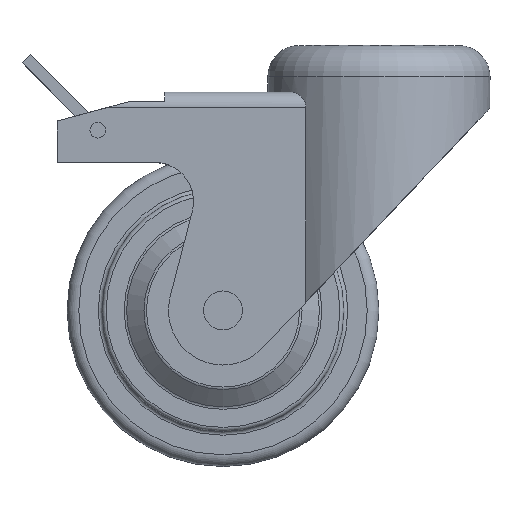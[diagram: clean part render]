
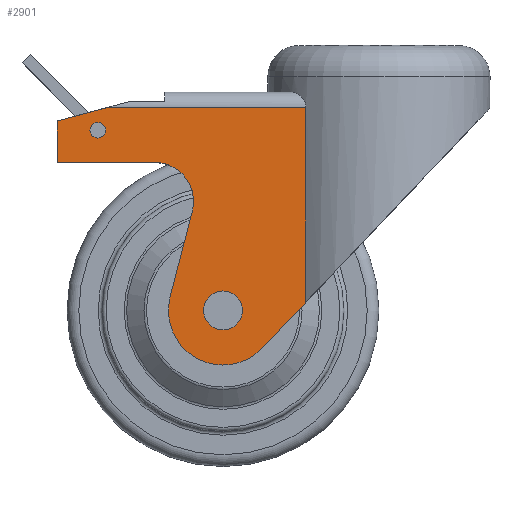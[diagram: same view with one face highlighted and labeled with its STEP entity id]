
A CAD part, top view. The second image highlights one B-rep face of the part: STEP entity #2901.
In plain terms, the highlighted planar face has unit normal (0, 0, 1).
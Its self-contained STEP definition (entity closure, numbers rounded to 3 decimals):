
#1451=CIRCLE('',#2739,10.);
#1452=CIRCLE('',#2741,14.);
#1453=CIRCLE('',#2742,2.);
#1454=CIRCLE('',#2743,5.);
#1562=ORIENTED_EDGE('',*,*,#2045,.F.);
#1563=ORIENTED_EDGE('',*,*,#2048,.F.);
#1564=ORIENTED_EDGE('',*,*,#2050,.F.);
#1565=ORIENTED_EDGE('',*,*,#2051,.F.);
#1566=ORIENTED_EDGE('',*,*,#2053,.F.);
#1567=ORIENTED_EDGE('',*,*,#2054,.F.);
#1568=ORIENTED_EDGE('',*,*,#2055,.F.);
#1569=ORIENTED_EDGE('',*,*,#2056,.T.);
#1570=ORIENTED_EDGE('',*,*,#2057,.T.);
#1571=ORIENTED_EDGE('',*,*,#2058,.F.);
#1572=ORIENTED_EDGE('',*,*,#2059,.F.);
#1797=VECTOR('',#2436,1.);
#1799=VECTOR('',#2442,1.);
#1801=VECTOR('',#2446,1.);
#1803=VECTOR('',#2454,1.);
#1804=VECTOR('',#2457,1.);
#1805=VECTOR('',#2458,1.);
#1806=VECTOR('',#2459,1.);
#1865=LINE('',#3030,#1797);
#1867=LINE('',#3035,#1799);
#1869=LINE('',#3039,#1801);
#1871=LINE('',#3046,#1803);
#1872=LINE('',#3050,#1804);
#1873=LINE('',#3052,#1805);
#1874=LINE('',#3053,#1806);
#1935=VERTEX_POINT('',#3027);
#1936=VERTEX_POINT('',#3029);
#1937=VERTEX_POINT('',#3033);
#1938=VERTEX_POINT('',#3037);
#1939=VERTEX_POINT('',#3041);
#1940=VERTEX_POINT('',#3045);
#1941=VERTEX_POINT('',#3047);
#1942=VERTEX_POINT('',#3049);
#1943=VERTEX_POINT('',#3051);
#1944=VERTEX_POINT('',#3054);
#1945=VERTEX_POINT('',#3056);
#2045=EDGE_CURVE('',#1935,#1936,#1865,.T.);
#2048=EDGE_CURVE('',#1937,#1935,#1867,.T.);
#2050=EDGE_CURVE('',#1938,#1937,#1869,.T.);
#2051=EDGE_CURVE('',#1939,#1938,#1451,.T.);
#2053=EDGE_CURVE('',#1940,#1939,#1871,.T.);
#2054=EDGE_CURVE('',#1941,#1940,#1452,.T.);
#2055=EDGE_CURVE('',#1942,#1941,#1872,.T.);
#2056=EDGE_CURVE('',#1942,#1943,#1873,.T.);
#2057=EDGE_CURVE('',#1943,#1936,#1874,.T.);
#2058=EDGE_CURVE('',#1944,#1944,#1453,.T.);
#2059=EDGE_CURVE('',#1945,#1945,#1454,.T.);
#2169=EDGE_LOOP('',(#1562,#1563,#1564,#1565,#1566,#1567,#1568,#1569,#1570));
#2170=EDGE_LOOP('',(#1571));
#2171=EDGE_LOOP('',(#1572));
#2282=FACE_BOUND('',#2169,.T.);
#2283=FACE_BOUND('',#2170,.T.);
#2284=FACE_BOUND('',#2171,.T.);
#2436=DIRECTION('',(12.572,3.369,0.));
#2442=DIRECTION('',(0.,10.631,0.));
#2446=DIRECTION('',(-24.942,0.,0.));
#2449=DIRECTION('',(0.,0.,1.));
#2450=DIRECTION('',(9.682,-2.5,0.));
#2452=DIRECTION('',(0.,0.,1.));
#2453=DIRECTION('',(0.,-1.,0.));
#2454=DIRECTION('',(5.68,22.,0.));
#2455=DIRECTION('',(0.,0.,-1.));
#2456=DIRECTION('',(10.167,-9.624,0.));
#2457=DIRECTION('',(-11.124,-11.752,0.));
#2458=DIRECTION('',(0.,49.872,0.));
#2459=DIRECTION('',(-51.22,0.,0.));
#2460=DIRECTION('',(0.,0.,1.));
#2461=DIRECTION('',(-2.,0.,0.));
#2462=DIRECTION('',(0.,0.,1.));
#2463=DIRECTION('',(-5.,0.,0.));
#2739=AXIS2_PLACEMENT_3D('',#3042,#2449,#2450);
#2740=AXIS2_PLACEMENT_3D('',#3044,#2452,#2453);
#2741=AXIS2_PLACEMENT_3D('',#3048,#2455,#2456);
#2742=AXIS2_PLACEMENT_3D('',#3055,#2460,#2461);
#2743=AXIS2_PLACEMENT_3D('',#3057,#2462,#2463);
#2863=PLANE('',#2740);
#2901=ADVANCED_FACE('',(#2282,#2283,#2284),#2863,.T.);
#3027=CARTESIAN_POINT('',(-82.5,-19.369,21.5));
#3029=CARTESIAN_POINT('',(-69.928,-16.,21.5));
#3030=CARTESIAN_POINT('',(-82.5,-19.369,21.5));
#3033=CARTESIAN_POINT('',(-82.5,-30.,21.5));
#3035=CARTESIAN_POINT('',(-82.5,-30.,21.5));
#3037=CARTESIAN_POINT('',(-57.558,-30.,21.5));
#3039=CARTESIAN_POINT('',(-57.558,-30.,21.5));
#3041=CARTESIAN_POINT('',(-47.875,-42.5,21.5));
#3042=CARTESIAN_POINT('',(-57.558,-40.,21.5));
#3044=CARTESIAN_POINT('',(-28.5,-16.,21.5));
#3045=CARTESIAN_POINT('',(-53.555,-64.5,21.5));
#3046=CARTESIAN_POINT('',(-53.555,-64.5,21.5));
#3047=CARTESIAN_POINT('',(-29.833,-77.624,21.5));
#3048=CARTESIAN_POINT('',(-40.,-68.,21.5));
#3049=CARTESIAN_POINT('',(-18.708,-65.872,21.5));
#3050=CARTESIAN_POINT('',(-18.708,-65.872,21.5));
#3051=CARTESIAN_POINT('',(-18.708,-16.,21.5));
#3052=CARTESIAN_POINT('',(-18.708,-65.872,21.5));
#3053=CARTESIAN_POINT('',(-18.708,-16.,21.5));
#3054=CARTESIAN_POINT('',(-74.121,-21.764,21.5));
#3055=CARTESIAN_POINT('',(-72.121,-21.764,21.5));
#3056=CARTESIAN_POINT('',(-45.,-68.,21.5));
#3057=CARTESIAN_POINT('',(-40.,-68.,21.5));
